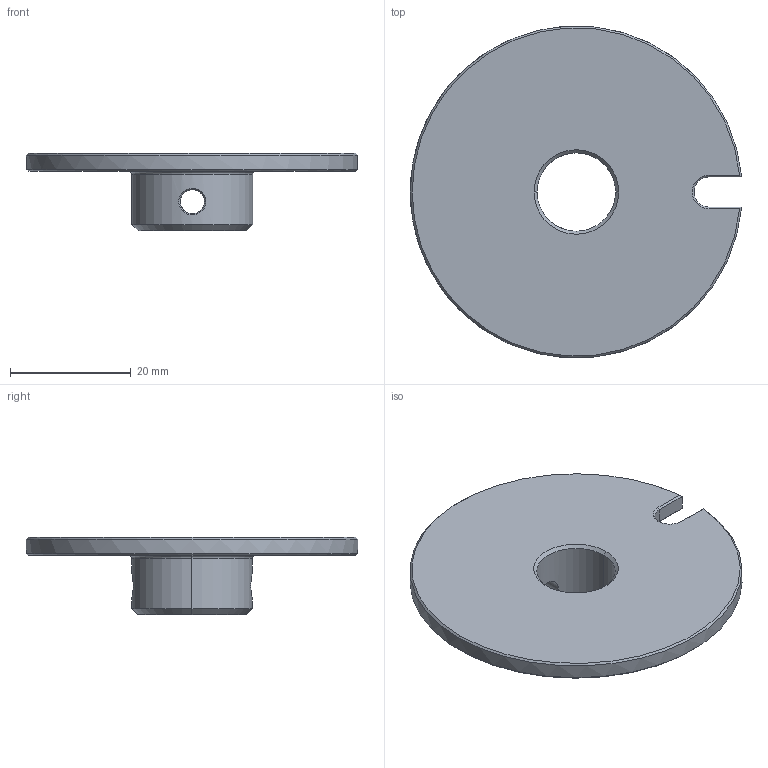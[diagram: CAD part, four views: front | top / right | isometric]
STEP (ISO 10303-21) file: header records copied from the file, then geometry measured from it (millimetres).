
FILE_DESCRIPTION (( 'STEP AP214' ), '1' );
FILE_NAME ('400105433.STEP', '2021-11-05T07:57:46', ( '' ), ( '' ), 'SwSTEP 2.0', 'SolidWorks 2020', '' );
FILE_SCHEMA (( 'AUTOMOTIVE_DESIGN' ));
Length unit declared in the file: millimetre
Products named in the file (1): 400105433
Bounding box: 54.89 x 54.94 x 12.8 mm (x, y, z)
Volume: 8257.5 mm3; surface area: 6015.5 mm2
Topology: 1 solids, 1 shells, 35 faces, 80 edges, 48 vertices
Faces by surface type: cone 10, cylinder 10, plane 9, bspline 4, torus 2
Entity records: 3848 total; most frequent: CARTESIAN_POINT 3048, ORIENTED_EDGE 160, DIRECTION 150, EDGE_CURVE 80, AXIS2_PLACEMENT_3D 60, VERTEX_POINT 48, EDGE_LOOP 42, FACE_OUTER_BOUND 35
